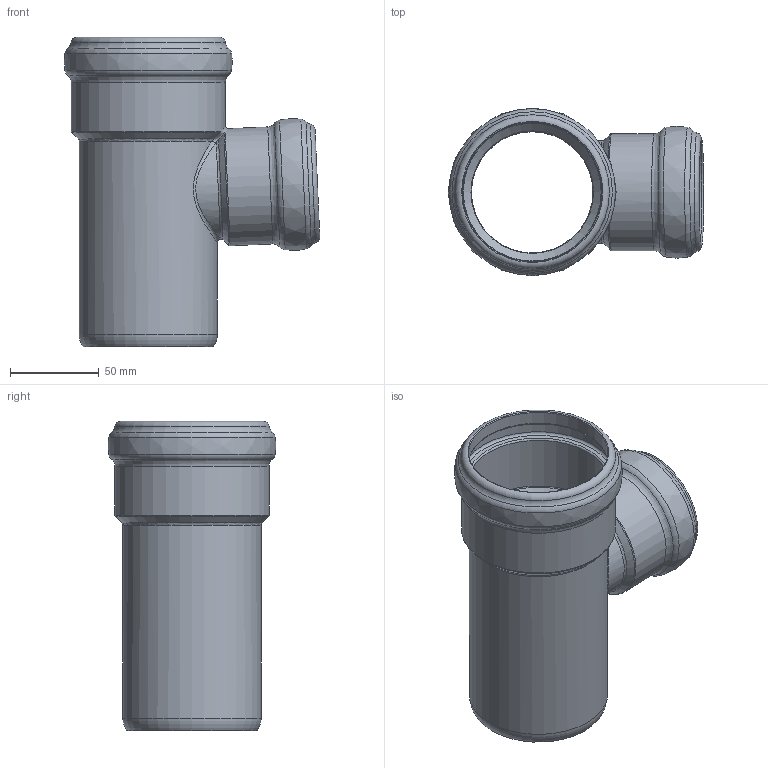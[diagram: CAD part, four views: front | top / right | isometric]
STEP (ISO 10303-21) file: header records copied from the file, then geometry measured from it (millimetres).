
FILE_DESCRIPTION(/* description */ (''),/* implementation_level */ '2;1');
FILE_NAME(/* name */ '333410 SKOLANsafeEA Abzweiger DN_OD 78_58_87°.stp',/* time_stamp */ '2018-01-09T10:29:33+01:00',/* author */ ('user1'),/* organization */ (''),/* preprocessor_version */ 'ST-DEVELOPER v16.1',/* originating_system */ 'Autodesk Inventor 2016',/* authorisation */ '');
FILE_SCHEMA (('AUTOMOTIVE_DESIGN { 1 0 10303 214 3 1 1 }'));
Length unit declared in the file: millimetre
Products named in the file (1): 333410 SKOLANsafeEA Abzweiger DN_OD 78_58_87°
Bounding box: 144.24 x 94.8 x 174.6 mm (x, y, z)
Volume: 238574.8 mm3; surface area: 111493.7 mm2
Topology: 1 solids, 1 shells, 57 faces, 135 edges, 78 vertices
Faces by surface type: torus 29, cylinder 13, cone 8, bspline 6, plane 1
Full cylindrical faces by diameter (mm): 49.6 x1, 58.5 x1, 58.8 x1, 66.1 x1, 67.6 x1, 68.6 x1, 78 x1, 78.4 x1, 78.7 x1, 87 x1, 87.6 x1
Entity records: 11321 total; most frequent: CARTESIAN_POINT 10213, DIRECTION 230, ORIENTED_EDGE 176, AXIS2_PLACEMENT_3D 115, EDGE_LOOP 101, EDGE_CURVE 88, VERTEX_POINT 73, FACE_OUTER_BOUND 57
